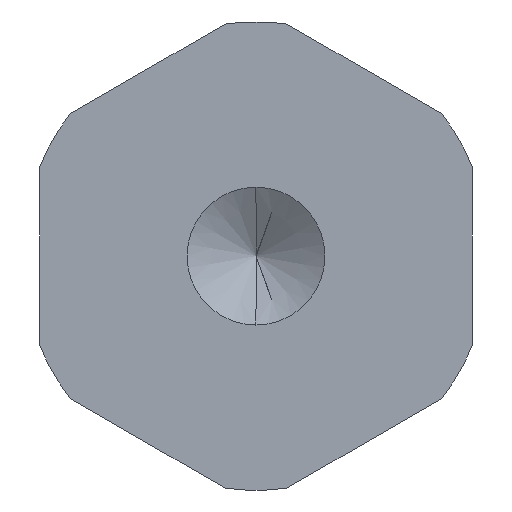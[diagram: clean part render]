
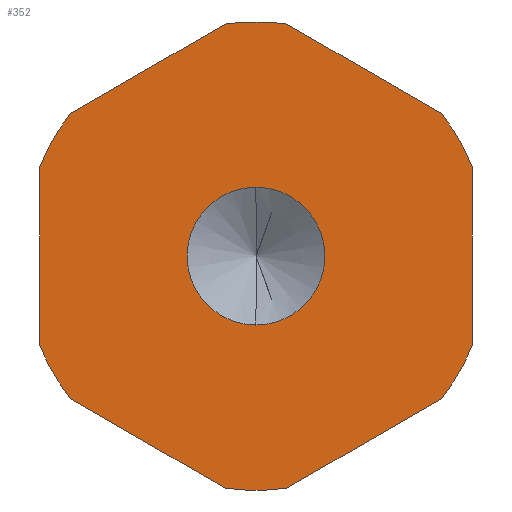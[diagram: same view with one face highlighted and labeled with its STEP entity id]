
A CAD part, left-side view. The second image highlights one B-rep face of the part: STEP entity #352.
In plain terms, the highlighted planar face has unit normal (-1, 0, 0).
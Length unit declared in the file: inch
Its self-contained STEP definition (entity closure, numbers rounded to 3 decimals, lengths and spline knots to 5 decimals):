
#9 = ORIENTED_EDGE ( 'NONE', *, *, #748, .F. ) ;
#22 = CARTESIAN_POINT ( 'NONE',  ( -1.75, 0.12475, -0.21607 ) ) ;
#31 = CARTESIAN_POINT ( 'NONE',  ( -1.75, 0., 0. ) ) ;
#34 = VERTEX_POINT ( 'NONE', #492 ) ;
#37 = DIRECTION ( 'NONE',  ( 0., 0., -1. ) ) ;
#39 = ORIENTED_EDGE ( 'NONE', *, *, #610, .F. ) ;
#40 = DIRECTION ( 'NONE',  ( 0., 0., -1. ) ) ;
#44 = FACE_BOUND ( 'NONE', #102, .T. ) ;
#49 = CARTESIAN_POINT ( 'NONE',  ( -1.75, 0., -0.0795 ) ) ;
#61 = AXIS2_PLACEMENT_3D ( 'NONE', #487, #493, #420 ) ;
#70 = DIRECTION ( 'NONE',  ( 0., -0.866, -0.5 ) ) ;
#75 = AXIS2_PLACEMENT_3D ( 'NONE', #31, #274, #530 ) ;
#79 = CARTESIAN_POINT ( 'NONE',  ( -1.75, 0.03538, 0.26767 ) ) ;
#90 = DIRECTION ( 'NONE',  ( 1., 0., 0. ) ) ;
#95 = ORIENTED_EDGE ( 'NONE', *, *, #432, .F. ) ;
#102 = EDGE_LOOP ( 'NONE', ( #9, #121 ) ) ;
#105 = EDGE_CURVE ( 'NONE', #483, #773, #174, .T. ) ;
#111 = EDGE_CURVE ( 'NONE', #457, #34, #798, .T. ) ;
#121 = ORIENTED_EDGE ( 'NONE', *, *, #105, .F. ) ;
#125 = CIRCLE ( 'NONE', #652, 0.27 ) ;
#128 = LINE ( 'NONE', #22, #565 ) ;
#129 = EDGE_CURVE ( 'NONE', #365, #360, #278, .T. ) ;
#130 = ORIENTED_EDGE ( 'NONE', *, *, #111, .F. ) ;
#136 = CIRCLE ( 'NONE', #280, 0.27 ) ;
#146 = VECTOR ( 'NONE', #70, 39.37008 ) ;
#149 = CARTESIAN_POINT ( 'NONE',  ( -1.75, 0.2495, -0.1032 ) ) ;
#155 = LINE ( 'NONE', #475, #654 ) ;
#158 = AXIS2_PLACEMENT_3D ( 'NONE', #210, #419, #708 ) ;
#164 = CARTESIAN_POINT ( 'NONE',  ( -1.75, 0.2495, 0. ) ) ;
#165 = DIRECTION ( 'NONE',  ( 1., 0., 0. ) ) ;
#174 = CIRCLE ( 'NONE', #158, 0.0795 ) ;
#186 = CARTESIAN_POINT ( 'NONE',  ( -1.75, 0.21412, -0.16447 ) ) ;
#195 = DIRECTION ( 'NONE',  ( 0., -0.866, 0.5 ) ) ;
#207 = ORIENTED_EDGE ( 'NONE', *, *, #613, .F. ) ;
#210 = CARTESIAN_POINT ( 'NONE',  ( -1.75, 0., 0. ) ) ;
#217 = DIRECTION ( 'NONE',  ( 0., 0., 1. ) ) ;
#218 = EDGE_CURVE ( 'NONE', #706, #463, #373, .T. ) ;
#221 = EDGE_CURVE ( 'NONE', #602, #706, #427, .T. ) ;
#230 = DIRECTION ( 'NONE',  ( 1., 0., 0. ) ) ;
#237 = DIRECTION ( 'NONE',  ( 0., 0., -1. ) ) ;
#241 = ORIENTED_EDGE ( 'NONE', *, *, #129, .F. ) ;
#244 = VERTEX_POINT ( 'NONE', #594 ) ;
#246 = ORIENTED_EDGE ( 'NONE', *, *, #625, .F. ) ;
#263 = ORIENTED_EDGE ( 'NONE', *, *, #799, .F. ) ;
#274 = DIRECTION ( 'NONE',  ( 1., 0., 0. ) ) ;
#278 = CIRCLE ( 'NONE', #385, 0.27 ) ;
#280 = AXIS2_PLACEMENT_3D ( 'NONE', #719, #399, #37 ) ;
#295 = FACE_OUTER_BOUND ( 'NONE', #793, .T. ) ;
#298 = ORIENTED_EDGE ( 'NONE', *, *, #218, .F. ) ;
#302 = VECTOR ( 'NONE', #195, 39.37008 ) ;
#312 = LINE ( 'NONE', #512, #302 ) ;
#316 = EDGE_CURVE ( 'NONE', #34, #244, #604, .T. ) ;
#320 = ORIENTED_EDGE ( 'NONE', *, *, #221, .F. ) ;
#322 = EDGE_CURVE ( 'NONE', #469, #739, #726, .T. ) ;
#330 = DIRECTION ( 'NONE',  ( 0., 0., -1. ) ) ;
#338 = EDGE_CURVE ( 'NONE', #739, #365, #738, .T. ) ;
#345 = CARTESIAN_POINT ( 'NONE',  ( -1.75, -0.2495, -0.1032 ) ) ;
#350 = CARTESIAN_POINT ( 'NONE',  ( -1.75, -0.03538, 0.26767 ) ) ;
#352 = ADVANCED_FACE ( 'NONE', ( #44, #295 ), #695, .F. ) ;
#360 = VERTEX_POINT ( 'NONE', #763 ) ;
#365 = VERTEX_POINT ( 'NONE', #388 ) ;
#366 = CARTESIAN_POINT ( 'NONE',  ( -1.75, 0., 0. ) ) ;
#373 = CIRCLE ( 'NONE', #783, 0.27 ) ;
#385 = AXIS2_PLACEMENT_3D ( 'NONE', #732, #230, #670 ) ;
#388 = CARTESIAN_POINT ( 'NONE',  ( -1.75, 0.2495, 0.1032 ) ) ;
#396 = DIRECTION ( 'NONE',  ( 1., 0., 0. ) ) ;
#399 = DIRECTION ( 'NONE',  ( 1., 0., 0. ) ) ;
#402 = DIRECTION ( 'NONE',  ( 0., 0., -1. ) ) ;
#418 = CARTESIAN_POINT ( 'NONE',  ( -1.75, -0.21412, -0.16447 ) ) ;
#419 = DIRECTION ( 'NONE',  ( -1., 0., 0. ) ) ;
#420 = DIRECTION ( 'NONE',  ( 0., 0., -1. ) ) ;
#425 = DIRECTION ( 'NONE',  ( 0., 0., 1. ) ) ;
#427 = CIRCLE ( 'NONE', #75, 0.27 ) ;
#432 = EDGE_CURVE ( 'NONE', #588, #745, #125, .T. ) ;
#433 = DIRECTION ( 'NONE',  ( 1., 0., 0. ) ) ;
#435 = ORIENTED_EDGE ( 'NONE', *, *, #322, .F. ) ;
#438 = CARTESIAN_POINT ( 'NONE',  ( -1.75, 0., 0. ) ) ;
#457 = VERTEX_POINT ( 'NONE', #418 ) ;
#463 = VERTEX_POINT ( 'NONE', #350 ) ;
#469 = VERTEX_POINT ( 'NONE', #186 ) ;
#475 = CARTESIAN_POINT ( 'NONE',  ( -1.75, -0.2495, 0. ) ) ;
#477 = CARTESIAN_POINT ( 'NONE',  ( -1.75, 0., 0. ) ) ;
#483 = VERTEX_POINT ( 'NONE', #49 ) ;
#484 = ORIENTED_EDGE ( 'NONE', *, *, #316, .F. ) ;
#487 = CARTESIAN_POINT ( 'NONE',  ( -1.75, 0., 0. ) ) ;
#492 = CARTESIAN_POINT ( 'NONE',  ( -1.75, -0.03538, -0.26767 ) ) ;
#493 = DIRECTION ( 'NONE',  ( 1., 0., 0. ) ) ;
#498 = ORIENTED_EDGE ( 'NONE', *, *, #338, .F. ) ;
#509 = ORIENTED_EDGE ( 'NONE', *, *, #727, .F. ) ;
#512 = CARTESIAN_POINT ( 'NONE',  ( -1.75, 0.12475, 0.21607 ) ) ;
#517 = DIRECTION ( 'NONE',  ( 0., 0.866, 0.5 ) ) ;
#520 = LINE ( 'NONE', #573, #146 ) ;
#521 = AXIS2_PLACEMENT_3D ( 'NONE', #669, #165, #237 ) ;
#530 = DIRECTION ( 'NONE',  ( 0., 0., -1. ) ) ;
#545 = AXIS2_PLACEMENT_3D ( 'NONE', #366, #396, #402 ) ;
#551 = CARTESIAN_POINT ( 'NONE',  ( -1.75, -0.12475, -0.21607 ) ) ;
#565 = VECTOR ( 'NONE', #517, 39.37008 ) ;
#573 = CARTESIAN_POINT ( 'NONE',  ( -1.75, -0.12475, 0.21607 ) ) ;
#579 = CARTESIAN_POINT ( 'NONE',  ( -1.75, -0.21412, 0.16447 ) ) ;
#588 = VERTEX_POINT ( 'NONE', #579 ) ;
#594 = CARTESIAN_POINT ( 'NONE',  ( -1.75, 0.03538, -0.26767 ) ) ;
#602 = VERTEX_POINT ( 'NONE', #79 ) ;
#604 = CIRCLE ( 'NONE', #521, 0.27 ) ;
#610 = EDGE_CURVE ( 'NONE', #244, #469, #128, .T. ) ;
#612 = CARTESIAN_POINT ( 'NONE',  ( -1.75, 0., 0.0795 ) ) ;
#613 = EDGE_CURVE ( 'NONE', #463, #588, #520, .T. ) ;
#625 = EDGE_CURVE ( 'NONE', #360, #602, #312, .T. ) ;
#632 = AXIS2_PLACEMENT_3D ( 'NONE', #786, #711, #217 ) ;
#652 = AXIS2_PLACEMENT_3D ( 'NONE', #438, #433, #746 ) ;
#654 = VECTOR ( 'NONE', #40, 39.37008 ) ;
#659 = CARTESIAN_POINT ( 'NONE',  ( -1.75, -0.2495, 0.1032 ) ) ;
#668 = VECTOR ( 'NONE', #674, 39.37008 ) ;
#669 = CARTESIAN_POINT ( 'NONE',  ( -1.75, 0., 0. ) ) ;
#670 = DIRECTION ( 'NONE',  ( 0., 0., -1. ) ) ;
#674 = DIRECTION ( 'NONE',  ( 0., 0.866, -0.5 ) ) ;
#695 = PLANE ( 'NONE',  #545 ) ;
#706 = VERTEX_POINT ( 'NONE', #792 ) ;
#708 = DIRECTION ( 'NONE',  ( 0., 0., 1. ) ) ;
#711 = DIRECTION ( 'NONE',  ( -1., 0., 0. ) ) ;
#716 = CIRCLE ( 'NONE', #632, 0.0795 ) ;
#719 = CARTESIAN_POINT ( 'NONE',  ( -1.75, 0., 0. ) ) ;
#726 = CIRCLE ( 'NONE', #61, 0.27 ) ;
#727 = EDGE_CURVE ( 'NONE', #745, #750, #155, .T. ) ;
#732 = CARTESIAN_POINT ( 'NONE',  ( -1.75, 0., 0. ) ) ;
#738 = LINE ( 'NONE', #164, #743 ) ;
#739 = VERTEX_POINT ( 'NONE', #149 ) ;
#743 = VECTOR ( 'NONE', #425, 39.37008 ) ;
#745 = VERTEX_POINT ( 'NONE', #659 ) ;
#746 = DIRECTION ( 'NONE',  ( 0., 0., -1. ) ) ;
#748 = EDGE_CURVE ( 'NONE', #773, #483, #716, .T. ) ;
#750 = VERTEX_POINT ( 'NONE', #345 ) ;
#763 = CARTESIAN_POINT ( 'NONE',  ( -1.75, 0.21412, 0.16447 ) ) ;
#773 = VERTEX_POINT ( 'NONE', #612 ) ;
#783 = AXIS2_PLACEMENT_3D ( 'NONE', #477, #90, #330 ) ;
#786 = CARTESIAN_POINT ( 'NONE',  ( -1.75, 0., 0. ) ) ;
#792 = CARTESIAN_POINT ( 'NONE',  ( -1.75, 0., 0.27 ) ) ;
#793 = EDGE_LOOP ( 'NONE', ( #39, #484, #130, #263, #509, #95, #207, #298, #320, #246, #241, #498, #435 ) ) ;
#798 = LINE ( 'NONE', #551, #668 ) ;
#799 = EDGE_CURVE ( 'NONE', #750, #457, #136, .T. ) ;
